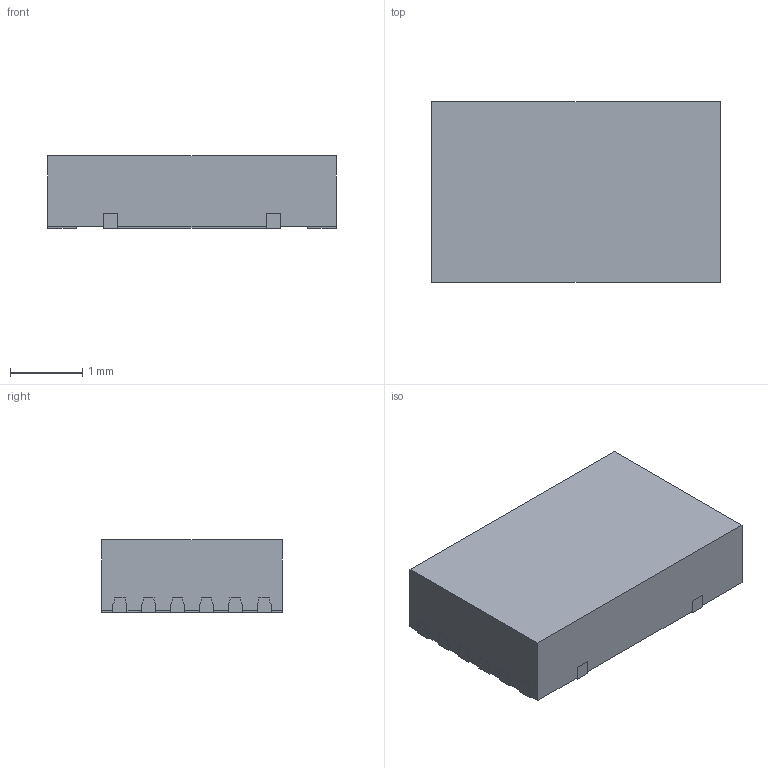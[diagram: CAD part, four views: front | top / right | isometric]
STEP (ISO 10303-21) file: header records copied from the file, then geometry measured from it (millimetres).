
FILE_DESCRIPTION((''),'2;1');
FILE_NAME('DRZ0012A_ASM','2022-03-25T11:27:17',('a0412086'),(''),'CREO PARAMETRIC BY PTC INC, 2018500','CREO PARAMETRIC BY PTC INC, 2018500','');
FILE_SCHEMA(('CONFIG_CONTROL_DESIGN','SHAPE_APPEARANCE_LAYERS_GROUPS'));
Length unit declared in the file: millimetre
Products named in the file (3): FRAME; MOLD; DRZ0012A_ASM
Assembly tree (2 placements, depth 2):
  DRZ0012A_ASM
    FRAME
    MOLD
Bounding box: 4 x 2.5 x 1 mm (x, y, z)
Volume: 9.9 mm3; surface area: 52.5 mm2
Topology: 14 solids, 14 shells, 204 faces, 528 edges, 352 vertices
Faces by surface type: plane 154, cylinder 50
Entity records: 7969 total; most frequent: CARTESIAN_POINT 1089, ORIENTED_EDGE 1056, DIRECTION 1046, PRESENTATION_STYLE_ASSIGNMENT 542, STYLED_ITEM 542, CURVE_STYLE 528, EDGE_CURVE 528, VECTOR 428
